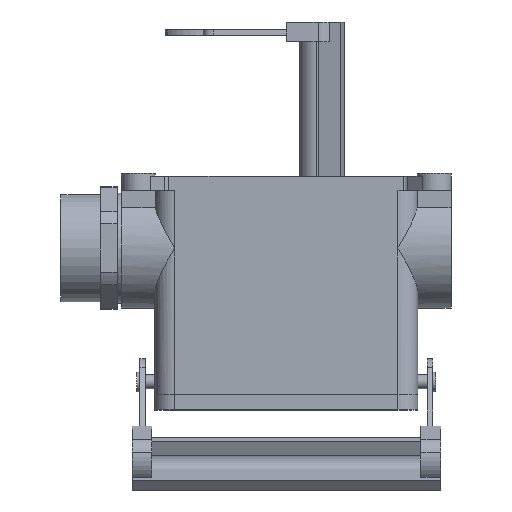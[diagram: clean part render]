
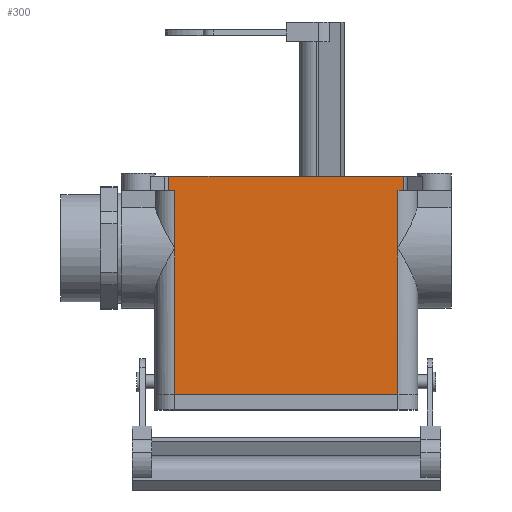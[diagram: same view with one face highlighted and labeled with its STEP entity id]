
A CAD part, top view. The second image highlights one B-rep face of the part: STEP entity #300.
In plain terms, the highlighted planar face has unit normal (0, 0, 1).
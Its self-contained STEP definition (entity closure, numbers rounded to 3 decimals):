
#300 = ADVANCED_FACE( '', ( #757 ), #758, .F. );
#757 = FACE_OUTER_BOUND( '', #1419, .T. );
#758 = PLANE( '', #1420 );
#1419 = EDGE_LOOP( '', ( #2256, #2257, #2258, #2259, #2260, #2261, #2262, #2263, #2264, #2265 ) );
#1420 = AXIS2_PLACEMENT_3D( '', #2266, #2267, #2268 );
#2256 = ORIENTED_EDGE( '', *, *, #3938, .T. );
#2257 = ORIENTED_EDGE( '', *, *, #3839, .F. );
#2258 = ORIENTED_EDGE( '', *, *, #3939, .F. );
#2259 = ORIENTED_EDGE( '', *, *, #3940, .F. );
#2260 = ORIENTED_EDGE( '', *, *, #3941, .F. );
#2261 = ORIENTED_EDGE( '', *, *, #3942, .T. );
#2262 = ORIENTED_EDGE( '', *, *, #3943, .T. );
#2263 = ORIENTED_EDGE( '', *, *, #3944, .T. );
#2264 = ORIENTED_EDGE( '', *, *, #3945, .F. );
#2265 = ORIENTED_EDGE( '', *, *, #3946, .T. );
#2266 = CARTESIAN_POINT( '', ( 42.515, -5., 21.5 ) );
#2267 = DIRECTION( '', ( 0., 0., -1. ) );
#2268 = DIRECTION( '', ( -1., 0., 0. ) );
#3839 = EDGE_CURVE( '', #4598, #4600, #4601, .T. );
#3938 = EDGE_CURVE( '', #4776, #4600, #4777, .T. );
#3939 = EDGE_CURVE( '', #4778, #4598, #4779, .T. );
#3940 = EDGE_CURVE( '', #4780, #4778, #4781, .T. );
#3941 = EDGE_CURVE( '', #4782, #4780, #4783, .T. );
#3942 = EDGE_CURVE( '', #4782, #4784, #4785, .T. );
#3943 = EDGE_CURVE( '', #4784, #4786, #4787, .T. );
#3944 = EDGE_CURVE( '', #4786, #4788, #4789, .F. );
#3945 = EDGE_CURVE( '', #4790, #4788, #4791, .T. );
#3946 = EDGE_CURVE( '', #4790, #4776, #4792, .T. );
#4598 = VERTEX_POINT( '', #5709 );
#4600 = VERTEX_POINT( '', #5711 );
#4601 = LINE( '', #5712, #5713 );
#4776 = VERTEX_POINT( '', #5965 );
#4777 = LINE( '', #5966, #5967 );
#4778 = VERTEX_POINT( '', #5968 );
#4779 = LINE( '', #5969, #5970 );
#4780 = VERTEX_POINT( '', #5971 );
#4781 = LINE( '', #5972, #5973 );
#4782 = VERTEX_POINT( '', #5974 );
#4783 = LINE( '', #5975, #5976 );
#4784 = VERTEX_POINT( '', #5977 );
#4785 = LINE( '', #5978, #5979 );
#4786 = VERTEX_POINT( '', #5980 );
#4787 = LINE( '', #5981, #5982 );
#4788 = VERTEX_POINT( '', #5983 );
#4789 = LINE( '', #5984, #5985 );
#4790 = VERTEX_POINT( '', #5986 );
#4791 = LINE( '', #5987, #5988 );
#4792 = LINE( '', #5989, #5990 );
#5709 = CARTESIAN_POINT( '', ( 39.65, -77.4, 21.5 ) );
#5711 = CARTESIAN_POINT( '', ( -39.65, -77.4, 21.5 ) );
#5712 = CARTESIAN_POINT( '', ( -39.65, -77.4, 21.5 ) );
#5713 = VECTOR( '', #7201, 1000. );
#5965 = CARTESIAN_POINT( '', ( -39.65, -25.5, 21.5 ) );
#5966 = CARTESIAN_POINT( '', ( -39.65, 74.914, 21.5 ) );
#5967 = VECTOR( '', #7330, 1000. );
#5968 = CARTESIAN_POINT( '', ( 39.65, -25.5, 21.5 ) );
#5969 = CARTESIAN_POINT( '', ( 39.65, 74.914, 21.5 ) );
#5970 = VECTOR( '', #7331, 1000. );
#5971 = CARTESIAN_POINT( '', ( 39.65, -5., 21.5 ) );
#5972 = CARTESIAN_POINT( '', ( 39.65, 74.914, 21.5 ) );
#5973 = VECTOR( '', #7332, 1000. );
#5974 = CARTESIAN_POINT( '', ( 41.686, -5., 21.5 ) );
#5975 = CARTESIAN_POINT( '', ( 42.515, -5., 21.5 ) );
#5976 = VECTOR( '', #7333, 1000. );
#5977 = CARTESIAN_POINT( '', ( 41.686, 0., 21.5 ) );
#5978 = CARTESIAN_POINT( '', ( 41.686, 0., 21.5 ) );
#5979 = VECTOR( '', #7334, 1000. );
#5980 = CARTESIAN_POINT( '', ( -41.686, 0., 21.5 ) );
#5981 = CARTESIAN_POINT( '', ( 42.515, 0., 21.5 ) );
#5982 = VECTOR( '', #7335, 1000. );
#5983 = CARTESIAN_POINT( '', ( -41.686, -5., 21.5 ) );
#5984 = CARTESIAN_POINT( '', ( -41.686, -5., 21.5 ) );
#5985 = VECTOR( '', #7336, 1000. );
#5986 = CARTESIAN_POINT( '', ( -39.65, -5., 21.5 ) );
#5987 = CARTESIAN_POINT( '', ( 42.515, -5., 21.5 ) );
#5988 = VECTOR( '', #7337, 1000. );
#5989 = CARTESIAN_POINT( '', ( -39.65, 74.914, 21.5 ) );
#5990 = VECTOR( '', #7338, 1000. );
#7201 = DIRECTION( '', ( -1., 0., 0. ) );
#7330 = DIRECTION( '', ( 0., -1., 0. ) );
#7331 = DIRECTION( '', ( 0., -1., 0. ) );
#7332 = DIRECTION( '', ( 0., -1., 0. ) );
#7333 = DIRECTION( '', ( -1., 0., 0. ) );
#7334 = DIRECTION( '', ( 0., 1., 0. ) );
#7335 = DIRECTION( '', ( -1., 0., 0. ) );
#7336 = DIRECTION( '', ( 0., 1., 0. ) );
#7337 = DIRECTION( '', ( -1., 0., 0. ) );
#7338 = DIRECTION( '', ( 0., -1., 0. ) );
